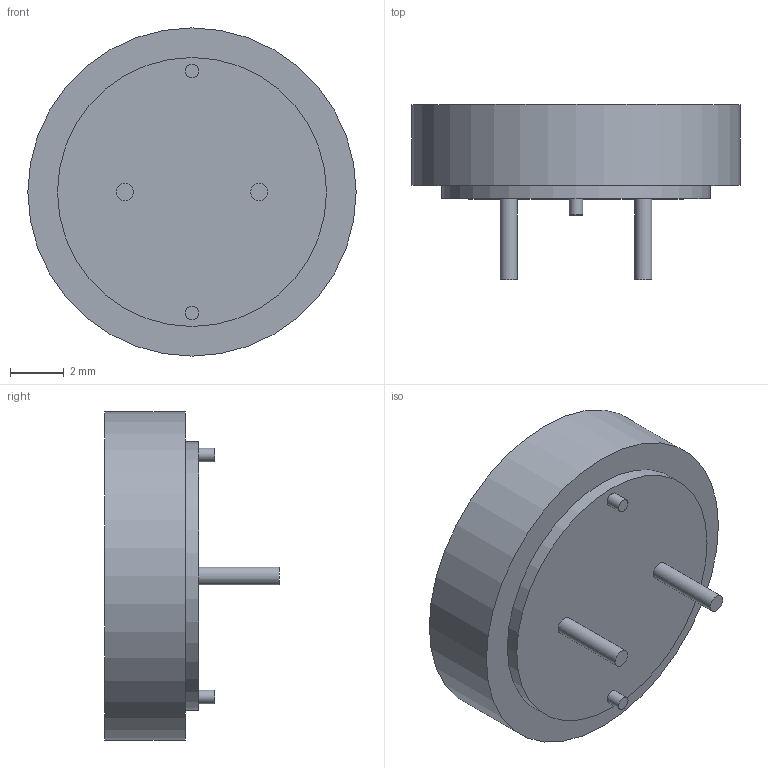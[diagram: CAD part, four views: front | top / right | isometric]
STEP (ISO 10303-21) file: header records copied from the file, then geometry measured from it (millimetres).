
FILE_DESCRIPTION(/* description */ (''),/* implementation_level */ '2;1');
FILE_NAME(/* name */ 'BUZZER_TDK_PS12.stp',/* time_stamp */ '2018-08-01T22:23:50+02:00',/* author */ ('Luke'),/* organization */ (''),/* preprocessor_version */ 'ST-DEVELOPER v16.1',/* originating_system */ 'Autodesk Inventor 2016',/* authorisation */ '');
FILE_SCHEMA (('AUTOMOTIVE_DESIGN { 1 0 10303 214 3 1 1 }'));
Length unit declared in the file: millimetre
Products named in the file (1): BUZZER_TDK_PS12
Bounding box: 12.2 x 6.5 x 12.2 mm (x, y, z)
Volume: 385.1 mm3; surface area: 388 mm2
Topology: 1 solids, 1 shells, 15 faces, 22 edges, 15 vertices
Faces by surface type: plane 8, cylinder 7
Full cylindrical faces by diameter (mm): 0.5 x2, 0.65 x2, 3 x1, 10 x1, 12.2 x1
Entity records: 343 total; most frequent: DIRECTION 60, CARTESIAN_POINT 44, AXIS2_PLACEMENT_3D 30, EDGE_LOOP 28, ORIENTED_EDGE 28, FACE_OUTER_BOUND 15, ADVANCED_FACE 15, CIRCLE 14
